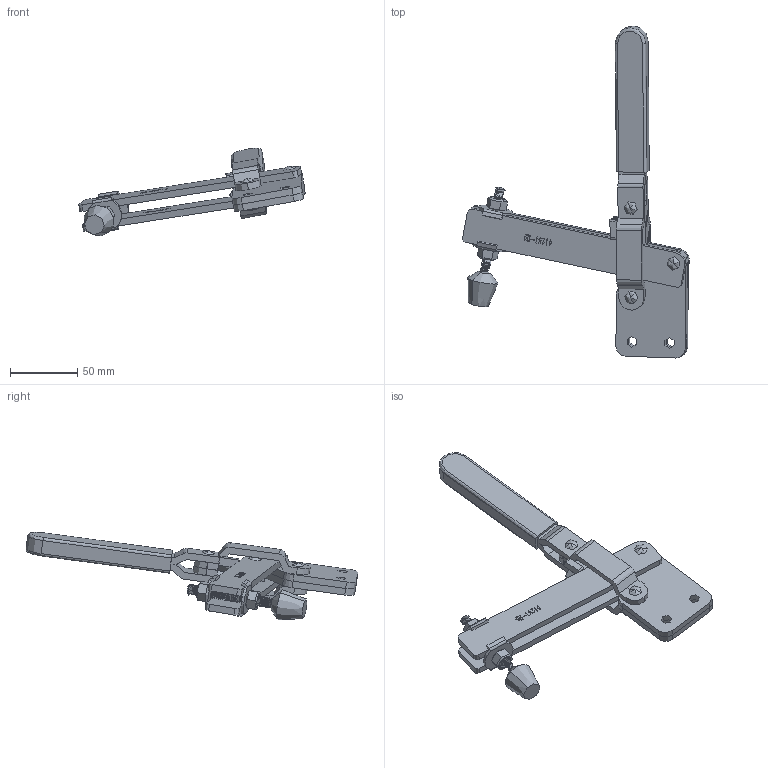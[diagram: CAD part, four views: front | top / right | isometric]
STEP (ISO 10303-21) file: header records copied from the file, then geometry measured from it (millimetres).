
FILE_DESCRIPTION (( 'STEP AP203' ), '1' );
FILE_NAME ('CH-12310.STEP', '2020-03-13T12:45:11', ( 'User' ), ( 'china' ), 'SwSTEP 2.0', 'SolidWorks 2018', '' );
FILE_SCHEMA (( 'CONFIG_CONTROL_DESIGN' ));
Length unit declared in the file: millimetre
Products named in the file (29): 眻菁釱; ѹ; 蹟譫; í; CH-12310; 酘蟀裝; 忒參; 衵蟀裝; 杶; 貌侗310; 揤蹟佪芛
Assembly tree (19 placements, depth 2):
  í
  CH-12310
    忒參  x2
    ѹ
    酘蟀裝
    衵蟀裝
    í  x4
    杶
    貌侗310  x2
    揤蹟佪芛
    蹟譫  x2
    眻菁釱  x2
  眻菁釱
  í
  忒參
Bounding box: 168.53 x 246.76 x 65.04 mm (x, y, z)
Volume: 156446.8 mm3; surface area: 88018.5 mm2
Topology: 17 solids, 18 shells, 766 faces, 2088 edges, 1374 vertices
Faces by surface type: plane 314, cylinder 253, bspline 134, cone 39, torus 26
Entity records: 26126 total; most frequent: CARTESIAN_POINT 11659, ORIENTED_EDGE 2698, DIRECTION 2131, EDGE_CURVE 1349, VERTEX_POINT 890, VECTOR 721, LINE 721, AXIS2_PLACEMENT_3D 705
